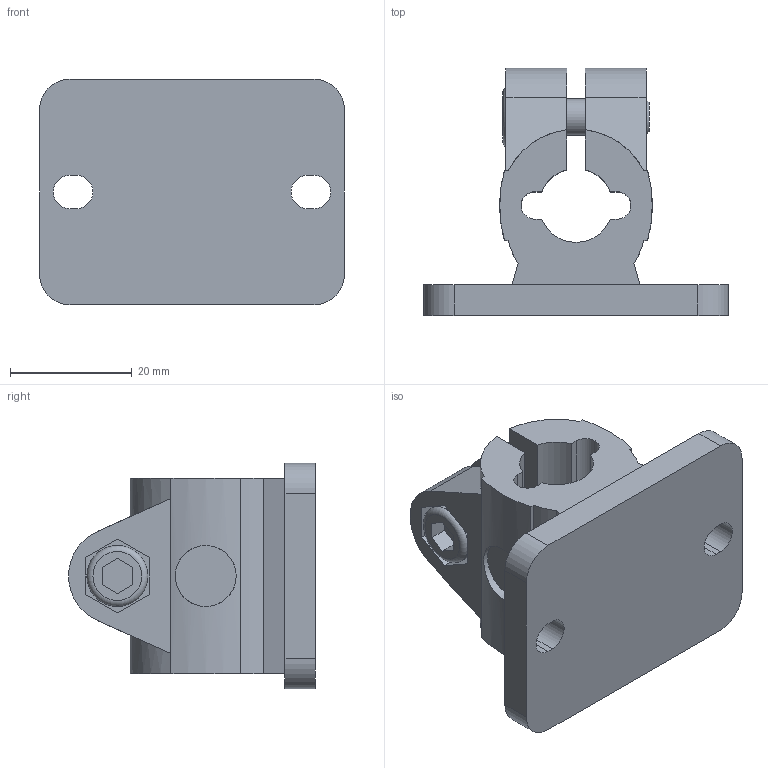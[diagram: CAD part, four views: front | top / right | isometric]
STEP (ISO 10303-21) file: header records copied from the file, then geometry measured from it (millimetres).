
FILE_DESCRIPTION( ( 'STEP AP214' ), '1' );
FILE_NAME( 'K0479.112.stp', '2020-12-08T09:56:07', ( '' ), ( '' ), ' ', 'PARTsolutions', ' ' );
FILE_SCHEMA( ( 'AUTOMOTIVE_DESIGN { 1 0 10303 214 1 1 1 1 }' ) );
Length unit declared in the file: millimetre
Products named in the file (1): _K0479.112
Bounding box: 50 x 40.5 x 37 mm (x, y, z)
Volume: 24403.5 mm3; surface area: 10841.7 mm2
Topology: 1 solids, 1 shells, 96 faces, 250 edges, 167 vertices
Faces by surface type: plane 64, cylinder 30, cone 1, torus 1
Full cylindrical faces by diameter (mm): 6 x2, 6.5 x2, 10 x3
Entity records: 3796 total; most frequent: CARTESIAN_POINT 633, DIRECTION 490, ORIENTED_EDGE 476, EDGE_CURVE 238, LINE 176, VECTOR 176, VERTEX_POINT 164, AXIS2_PLACEMENT_3D 157
